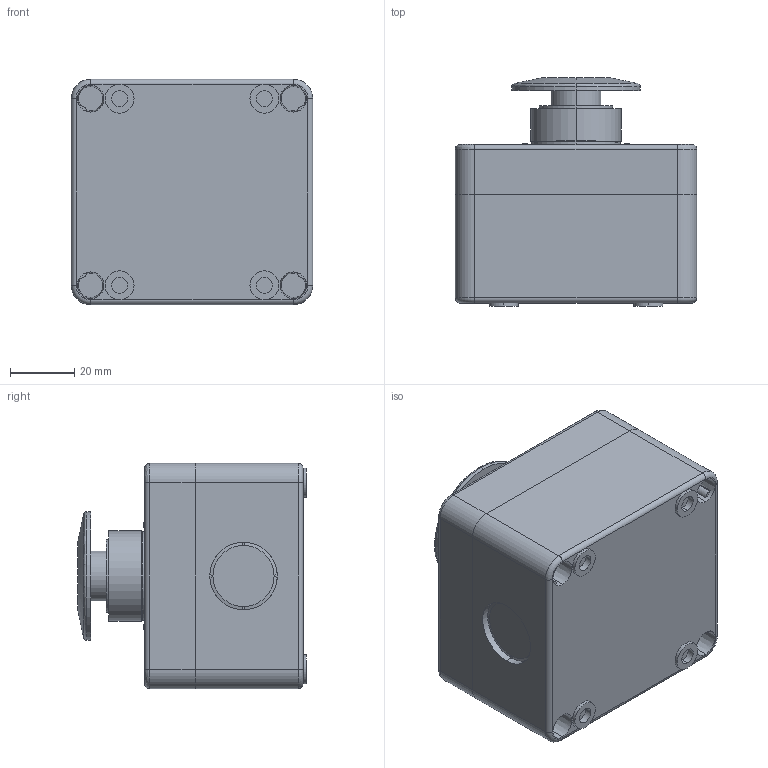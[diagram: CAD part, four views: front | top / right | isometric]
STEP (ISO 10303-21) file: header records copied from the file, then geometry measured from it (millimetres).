
FILE_DESCRIPTION (( 'STEP AP203' ), '1' );
FILE_NAME ('BG10P34.STEP', '2020-02-24T13:21:35', ( 'IMO' ), ( '' ), 'SwSTEP 2.0', 'SolidWorks 2019', '' );
FILE_SCHEMA (( 'CONFIG_CONTROL_DESIGN' ));
Length unit declared in the file: millimetre
Products named in the file (7): Dummy B3S; BS3P34 Red-0 Assembly; BS3P34 Red-0 Head; BG10P34; BG1 Enclosure; BG1 Dummy Top; BG1 Dummy Base
Assembly tree (6 placements, depth 3):
  BG10P34
    BG1 Enclosure
      BG1 Dummy Base
      BG1 Dummy Top
    BS3P34 Red-0 Assembly
      BS3P34 Red-0 Head
      Dummy B3S
Bounding box: 75 x 71 x 70 mm (x, y, z)
Volume: 260578.1 mm3; surface area: 48420.2 mm2
Topology: 4 solids, 4 shells, 318 faces, 759 edges, 484 vertices
Faces by surface type: cylinder 164, plane 111, cone 24, bspline 14, torus 5
Entity records: 10547 total; most frequent: CARTESIAN_POINT 2270, DIRECTION 1686, ORIENTED_EDGE 1518, EDGE_CURVE 759, AXIS2_PLACEMENT_3D 684, VERTEX_POINT 484, CIRCLE 369, EDGE_LOOP 365
